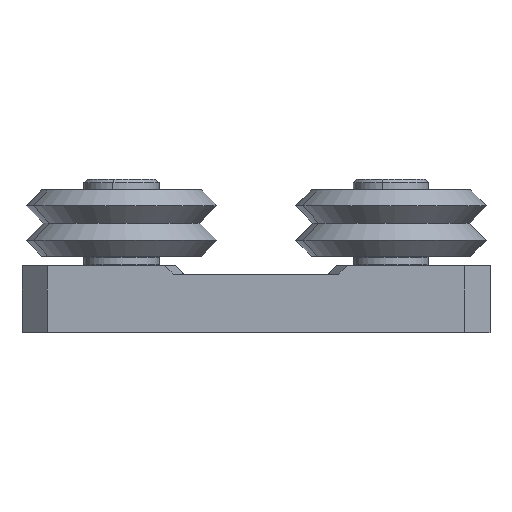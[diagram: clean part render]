
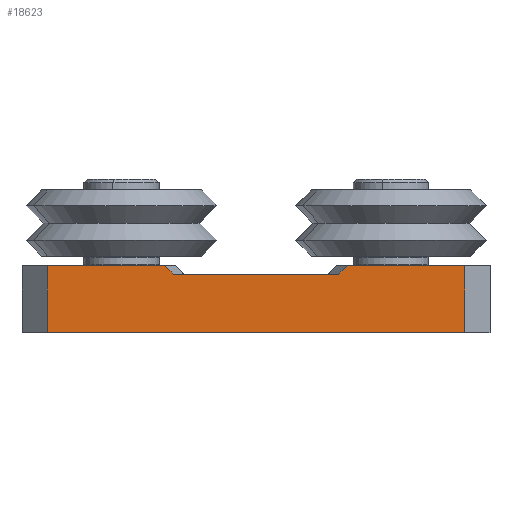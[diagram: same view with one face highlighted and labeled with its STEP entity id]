
A CAD part, front view. The second image highlights one B-rep face of the part: STEP entity #18623.
In plain terms, the highlighted planar face has unit normal (0, -1, 0).
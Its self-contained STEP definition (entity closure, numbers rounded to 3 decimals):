
#1291 = VERTEX_POINT ( 'NONE', #43682 ) ;
#1559 = CARTESIAN_POINT ( 'NONE',  ( 50., -75., 16. ) ) ;
#1582 = VERTEX_POINT ( 'NONE', #1559 ) ;
#2444 = CARTESIAN_POINT ( 'NONE',  ( -18.445, -75., 12.729 ) ) ;
#3025 = ORIENTED_EDGE ( 'NONE', *, *, #27733, .T. ) ;
#3739 = VECTOR ( 'NONE', #9269, 1000. ) ;
#3740 = DIRECTION ( 'NONE',  ( 1., 0., 0. ) ) ;
#4569 = DIRECTION ( 'NONE',  ( -0.729, 0., -0.685 ) ) ;
#4642 = VERTEX_POINT ( 'NONE', #50251 ) ;
#4884 = EDGE_CURVE ( 'NONE', #1291, #19244, #16997, .T. ) ;
#5859 = ORIENTED_EDGE ( 'NONE', *, *, #14613, .T. ) ;
#5964 = CARTESIAN_POINT ( 'NONE',  ( 56., -75., 16. ) ) ;
#6147 = CARTESIAN_POINT ( 'NONE',  ( 56., -75., 0. ) ) ;
#6415 = LINE ( 'NONE', #20996, #42477 ) ;
#7236 = VERTEX_POINT ( 'NONE', #37925 ) ;
#8847 = LINE ( 'NONE', #30997, #12195 ) ;
#9269 = DIRECTION ( 'NONE',  ( 1., 0., 0. ) ) ;
#10127 = CARTESIAN_POINT ( 'NONE',  ( 56., -75., 16. ) ) ;
#12195 = VECTOR ( 'NONE', #35874, 1000. ) ;
#14613 = EDGE_CURVE ( 'NONE', #51145, #1291, #52482, .T. ) ;
#15336 = VECTOR ( 'NONE', #36075, 1000. ) ;
#16257 = ORIENTED_EDGE ( 'NONE', *, *, #25841, .T. ) ;
#16997 = LINE ( 'NONE', #52802, #47177 ) ;
#18623 = ADVANCED_FACE ( 'NONE', ( #40238 ), #53006, .F. ) ;
#19244 = VERTEX_POINT ( 'NONE', #41504 ) ;
#19513 = ORIENTED_EDGE ( 'NONE', *, *, #38702, .T. ) ;
#20996 = CARTESIAN_POINT ( 'NONE',  ( 50., -75., 16. ) ) ;
#21302 = CARTESIAN_POINT ( 'NONE',  ( 56., -75., 16. ) ) ;
#21894 = DIRECTION ( 'NONE',  ( -1., 0., 0. ) ) ;
#23495 = DIRECTION ( 'NONE',  ( 0., 1., 0. ) ) ;
#23609 = CARTESIAN_POINT ( 'NONE',  ( 50., -75., 0. ) ) ;
#24637 = VECTOR ( 'NONE', #3740, 1000. ) ;
#25841 = EDGE_CURVE ( 'NONE', #40462, #1582, #6415, .T. ) ;
#27733 = EDGE_CURVE ( 'NONE', #19244, #4642, #41944, .T. ) ;
#30862 = VECTOR ( 'NONE', #43076, 1000. ) ;
#30997 = CARTESIAN_POINT ( 'NONE',  ( -50., -75., 16. ) ) ;
#31332 = CARTESIAN_POINT ( 'NONE',  ( 18.445, -75., 12.729 ) ) ;
#32598 = LINE ( 'NONE', #6147, #15336 ) ;
#34816 = LINE ( 'NONE', #21302, #24637 ) ;
#35874 = DIRECTION ( 'NONE',  ( 0., 0., -1. ) ) ;
#36075 = DIRECTION ( 'NONE',  ( 1., 0., 0. ) ) ;
#37629 = EDGE_CURVE ( 'NONE', #51145, #1582, #49632, .T. ) ;
#37925 = CARTESIAN_POINT ( 'NONE',  ( -50., -75., 16. ) ) ;
#38702 = EDGE_CURVE ( 'NONE', #7236, #47559, #8847, .T. ) ;
#40039 = CARTESIAN_POINT ( 'NONE',  ( -50., -75., 0. ) ) ;
#40238 = FACE_OUTER_BOUND ( 'NONE', #54630, .T. ) ;
#40462 = VERTEX_POINT ( 'NONE', #23609 ) ;
#41504 = CARTESIAN_POINT ( 'NONE',  ( -19.798, -75., 14. ) ) ;
#41654 = ORIENTED_EDGE ( 'NONE', *, *, #49963, .T. ) ;
#41944 = LINE ( 'NONE', #2444, #30862 ) ;
#42477 = VECTOR ( 'NONE', #56259, 1000. ) ;
#43076 = DIRECTION ( 'NONE',  ( -0.729, 0., 0.685 ) ) ;
#43682 = CARTESIAN_POINT ( 'NONE',  ( 19.798, -75., 14. ) ) ;
#44532 = ORIENTED_EDGE ( 'NONE', *, *, #37629, .F. ) ;
#47177 = VECTOR ( 'NONE', #21894, 1000. ) ;
#47559 = VERTEX_POINT ( 'NONE', #40039 ) ;
#48317 = ORIENTED_EDGE ( 'NONE', *, *, #51601, .F. ) ;
#48419 = AXIS2_PLACEMENT_3D ( 'NONE', #5964, #23495, #50683 ) ;
#49632 = LINE ( 'NONE', #10127, #3739 ) ;
#49963 = EDGE_CURVE ( 'NONE', #47559, #40462, #32598, .T. ) ;
#50251 = CARTESIAN_POINT ( 'NONE',  ( -21.926, -75., 16. ) ) ;
#50683 = DIRECTION ( 'NONE',  ( -1., 0., 0. ) ) ;
#51013 = VECTOR ( 'NONE', #4569, 1000. ) ;
#51145 = VERTEX_POINT ( 'NONE', #52024 ) ;
#51601 = EDGE_CURVE ( 'NONE', #7236, #4642, #34816, .T. ) ;
#52024 = CARTESIAN_POINT ( 'NONE',  ( 21.926, -75., 16. ) ) ;
#52482 = LINE ( 'NONE', #31332, #51013 ) ;
#52802 = CARTESIAN_POINT ( 'NONE',  ( 17.25, -75., 14. ) ) ;
#53006 = PLANE ( 'NONE',  #48419 ) ;
#54630 = EDGE_LOOP ( 'NONE', ( #57124, #3025, #48317, #19513, #41654, #16257, #44532, #5859 ) ) ;
#56259 = DIRECTION ( 'NONE',  ( 0., 0., 1. ) ) ;
#57124 = ORIENTED_EDGE ( 'NONE', *, *, #4884, .T. ) ;
